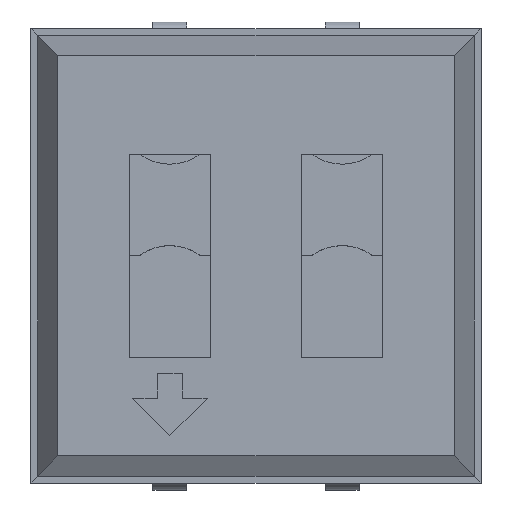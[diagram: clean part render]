
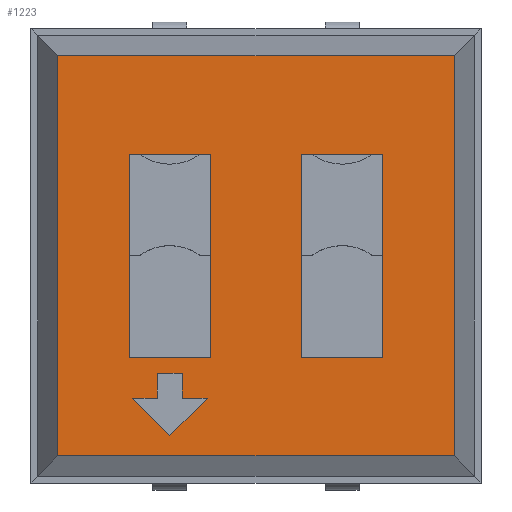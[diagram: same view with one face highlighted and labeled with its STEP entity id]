
A CAD part, top view. The second image highlights one B-rep face of the part: STEP entity #1223.
In plain terms, the highlighted planar face has unit normal (0, 0, 1).
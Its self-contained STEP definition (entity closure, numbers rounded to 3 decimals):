
#27=VECTOR('',#28,1.);
#28=DIRECTION('',(0.,1.,0.));
#51=VECTOR('',#52,1.);
#52=DIRECTION('',(-1.,0.,0.));
#60=VECTOR('',#61,1.);
#61=DIRECTION('',(1.,0.,0.));
#110=VECTOR('',#111,1.);
#111=DIRECTION('',(0.,-1.,0.));
#158=DIRECTION('',(0.,0.,-1.));
#1173=VERTEX_POINT('',#1174);
#1174=CARTESIAN_POINT('',(2.922,2.952,3.1));
#1176=ORIENTED_EDGE('',*,*,#1177,.F.);
#1177=EDGE_CURVE('',#1178,#1173,#1180,.T.);
#1178=VERTEX_POINT('',#1179);
#1179=CARTESIAN_POINT('',(2.922,-2.952,3.1));
#1180=LINE('',#1179,#27);
#1215=VERTEX_POINT('',#1216);
#1216=CARTESIAN_POINT('',(-2.922,2.952,3.1));
#1218=ORIENTED_EDGE('',*,*,#1219,.F.);
#1219=EDGE_CURVE('',#1173,#1215,#1220,.T.);
#1220=LINE('',#1174,#51);
#1223=ADVANCED_FACE('',(#1224,#1234,#1275,#1313),#1351,.F.);
#1224=FACE_BOUND('',#1225,.F.);
#1225=EDGE_LOOP('',(#1218,#1176,#1226,#1231));
#1226=ORIENTED_EDGE('',*,*,#1227,.F.);
#1227=EDGE_CURVE('',#1228,#1178,#1230,.T.);
#1228=VERTEX_POINT('',#1229);
#1229=CARTESIAN_POINT('',(-2.922,-2.952,3.1));
#1230=LINE('',#1229,#60);
#1231=ORIENTED_EDGE('',*,*,#1232,.F.);
#1232=EDGE_CURVE('',#1215,#1228,#1233,.T.);
#1233=LINE('',#1216,#110);
#1234=FACE_BOUND('',#1235,.F.);
#1235=EDGE_LOOP('',(#1236,#1243,#1248,#1253,#1260,#1267,#1272));
#1236=ORIENTED_EDGE('',*,*,#1237,.T.);
#1237=EDGE_CURVE('',#1238,#1240,#1242,.T.);
#1238=VERTEX_POINT('',#1239);
#1239=CARTESIAN_POINT('',(-1.087,-1.736,3.1));
#1240=VERTEX_POINT('',#1241);
#1241=CARTESIAN_POINT('',(-1.453,-1.736,3.1));
#1242=LINE('',#1239,#51);
#1243=ORIENTED_EDGE('',*,*,#1244,.T.);
#1244=EDGE_CURVE('',#1240,#1245,#1247,.T.);
#1245=VERTEX_POINT('',#1246);
#1246=CARTESIAN_POINT('',(-1.453,-2.102,3.1));
#1247=LINE('',#1241,#110);
#1248=ORIENTED_EDGE('',*,*,#1249,.T.);
#1249=EDGE_CURVE('',#1245,#1250,#1252,.T.);
#1250=VERTEX_POINT('',#1251);
#1251=CARTESIAN_POINT('',(-1.82,-2.102,3.1));
#1252=LINE('',#1246,#51);
#1253=ORIENTED_EDGE('',*,*,#1254,.T.);
#1254=EDGE_CURVE('',#1250,#1255,#1257,.T.);
#1255=VERTEX_POINT('',#1256);
#1256=CARTESIAN_POINT('',(-1.27,-2.652,3.1));
#1257=LINE('',#1251,#1258);
#1258=VECTOR('',#1259,1.);
#1259=DIRECTION('',(0.707,-0.707,0.));
#1260=ORIENTED_EDGE('',*,*,#1261,.T.);
#1261=EDGE_CURVE('',#1255,#1262,#1264,.T.);
#1262=VERTEX_POINT('',#1263);
#1263=CARTESIAN_POINT('',(-0.72,-2.102,3.1));
#1264=LINE('',#1256,#1265);
#1265=VECTOR('',#1266,1.);
#1266=DIRECTION('',(0.707,0.707,0.));
#1267=ORIENTED_EDGE('',*,*,#1268,.T.);
#1268=EDGE_CURVE('',#1262,#1269,#1271,.T.);
#1269=VERTEX_POINT('',#1270);
#1270=CARTESIAN_POINT('',(-1.087,-2.102,3.1));
#1271=LINE('',#1263,#51);
#1272=ORIENTED_EDGE('',*,*,#1273,.T.);
#1273=EDGE_CURVE('',#1269,#1238,#1274,.T.);
#1274=LINE('',#1270,#27);
#1275=FACE_BOUND('',#1276,.F.);
#1276=EDGE_LOOP('',(#1277,#1284,#1289,#1293,#1298,#1302,#1306,#1311));
#1277=ORIENTED_EDGE('',*,*,#1278,.T.);
#1278=EDGE_CURVE('',#1279,#1281,#1283,.T.);
#1279=VERTEX_POINT('',#1280);
#1280=CARTESIAN_POINT('',(-1.87,-1.5,3.1));
#1281=VERTEX_POINT('',#1282);
#1282=CARTESIAN_POINT('',(-0.67,-1.5,3.1));
#1283=LINE('',#1280,#60);
#1284=ORIENTED_EDGE('',*,*,#1285,.T.);
#1285=EDGE_CURVE('',#1281,#1286,#1288,.T.);
#1286=VERTEX_POINT('',#1287);
#1287=CARTESIAN_POINT('',(-0.67,0.,3.1));
#1288=LINE('',#1282,#27);
#1289=ORIENTED_EDGE('',*,*,#1290,.T.);
#1290=EDGE_CURVE('',#1286,#1291,#1288,.T.);
#1291=VERTEX_POINT('',#1292);
#1292=CARTESIAN_POINT('',(-0.67,1.5,3.1));
#1293=ORIENTED_EDGE('',*,*,#1294,.T.);
#1294=EDGE_CURVE('',#1291,#1295,#1297,.T.);
#1295=VERTEX_POINT('',#1296);
#1296=CARTESIAN_POINT('',(-0.82,1.5,3.1));
#1297=LINE('',#1292,#51);
#1298=ORIENTED_EDGE('',*,*,#1299,.T.);
#1299=EDGE_CURVE('',#1295,#1300,#1297,.T.);
#1300=VERTEX_POINT('',#1301);
#1301=CARTESIAN_POINT('',(-1.72,1.5,3.1));
#1302=ORIENTED_EDGE('',*,*,#1303,.T.);
#1303=EDGE_CURVE('',#1300,#1304,#1297,.T.);
#1304=VERTEX_POINT('',#1305);
#1305=CARTESIAN_POINT('',(-1.87,1.5,3.1));
#1306=ORIENTED_EDGE('',*,*,#1307,.T.);
#1307=EDGE_CURVE('',#1304,#1308,#1310,.T.);
#1308=VERTEX_POINT('',#1309);
#1309=CARTESIAN_POINT('',(-1.87,0.,3.1));
#1310=LINE('',#1305,#110);
#1311=ORIENTED_EDGE('',*,*,#1312,.T.);
#1312=EDGE_CURVE('',#1308,#1279,#1310,.T.);
#1313=FACE_BOUND('',#1314,.F.);
#1314=EDGE_LOOP('',(#1315,#1322,#1326,#1331,#1335,#1339,#1344,#1348));
#1315=ORIENTED_EDGE('',*,*,#1316,.T.);
#1316=EDGE_CURVE('',#1317,#1319,#1321,.T.);
#1317=VERTEX_POINT('',#1318);
#1318=CARTESIAN_POINT('',(1.87,-1.5,3.1));
#1319=VERTEX_POINT('',#1320);
#1320=CARTESIAN_POINT('',(1.87,0.,3.1));
#1321=LINE('',#1318,#27);
#1322=ORIENTED_EDGE('',*,*,#1323,.T.);
#1323=EDGE_CURVE('',#1319,#1324,#1321,.T.);
#1324=VERTEX_POINT('',#1325);
#1325=CARTESIAN_POINT('',(1.87,1.5,3.1));
#1326=ORIENTED_EDGE('',*,*,#1327,.T.);
#1327=EDGE_CURVE('',#1324,#1328,#1330,.T.);
#1328=VERTEX_POINT('',#1329);
#1329=CARTESIAN_POINT('',(1.72,1.5,3.1));
#1330=LINE('',#1325,#51);
#1331=ORIENTED_EDGE('',*,*,#1332,.T.);
#1332=EDGE_CURVE('',#1328,#1333,#1330,.T.);
#1333=VERTEX_POINT('',#1334);
#1334=CARTESIAN_POINT('',(0.82,1.5,3.1));
#1335=ORIENTED_EDGE('',*,*,#1336,.T.);
#1336=EDGE_CURVE('',#1333,#1337,#1330,.T.);
#1337=VERTEX_POINT('',#1338);
#1338=CARTESIAN_POINT('',(0.67,1.5,3.1));
#1339=ORIENTED_EDGE('',*,*,#1340,.T.);
#1340=EDGE_CURVE('',#1337,#1341,#1343,.T.);
#1341=VERTEX_POINT('',#1342);
#1342=CARTESIAN_POINT('',(0.67,0.,3.1));
#1343=LINE('',#1338,#110);
#1344=ORIENTED_EDGE('',*,*,#1345,.T.);
#1345=EDGE_CURVE('',#1341,#1346,#1343,.T.);
#1346=VERTEX_POINT('',#1347);
#1347=CARTESIAN_POINT('',(0.67,-1.5,3.1));
#1348=ORIENTED_EDGE('',*,*,#1349,.T.);
#1349=EDGE_CURVE('',#1346,#1317,#1350,.T.);
#1350=LINE('',#1347,#60);
#1351=PLANE('',#1352);
#1352=AXIS2_PLACEMENT_3D('',#1174,#158,#1353);
#1353=DIRECTION('',(-0.703,-0.711,0.));
